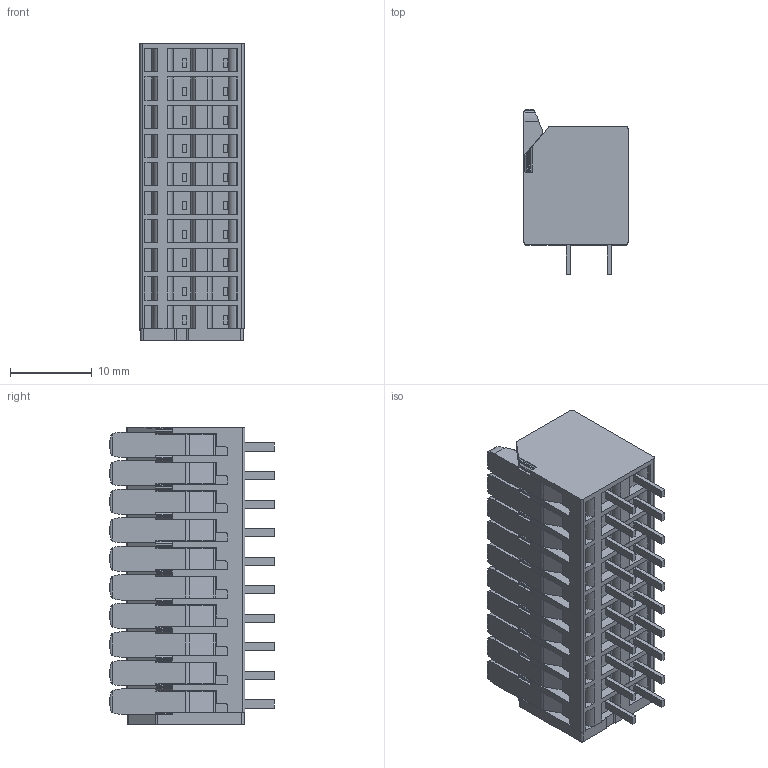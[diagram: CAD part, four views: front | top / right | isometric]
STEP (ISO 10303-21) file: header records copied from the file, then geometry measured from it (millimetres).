
FILE_DESCRIPTION(/* description */ ('STEP AP214'),/* implementation_level */ '2;1');
FILE_NAME(/* name */ '2601-3110',/* time_stamp */ '2023-03-03T12:04:38+01:00',/* author */ ('License CC BY-ND 4.0'),/* organization */ ('CADENAS'),/* preprocessor_version */ 'ST-DEVELOPER v18.102',/* originating_system */ 'PARTsolutions',/* authorisation */ ' ');
FILE_SCHEMA (('AUTOMOTIVE_DESIGN {1 0 10303 214 3 1 1}'));
Length unit declared in the file: millimetre
Products named in the file (1): 2601-3110
Bounding box: 12.75 x 20.18 x 36.5 mm (x, y, z)
Volume: 5969.1 mm3; surface area: 4850 mm2
Topology: 1 solids, 1 shells, 1260 faces, 3537 edges, 2354 vertices
Faces by surface type: plane 745, cylinder 515
Entity records: 49605 total; most frequent: CARTESIAN_POINT 7395, ORIENTED_EDGE 7074, DIRECTION 6952, EDGE_CURVE 3537, LINE 2482, VECTOR 2482, VERTEX_POINT 2354, AXIS2_PLACEMENT_3D 2235
